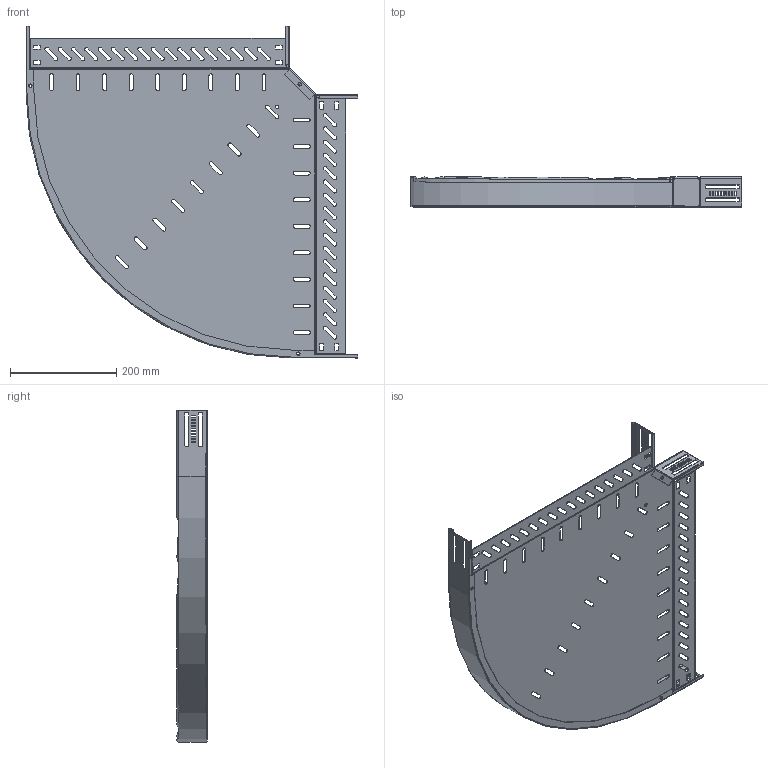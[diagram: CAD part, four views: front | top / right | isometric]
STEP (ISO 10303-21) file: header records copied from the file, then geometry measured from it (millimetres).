
FILE_DESCRIPTION (( 'STEP AP214' ), '1' );
FILE_NAME ('6036570.STEP', '2024-05-27T09:32:38', ( '' ), ( '' ), 'SwSTEP 2.0', 'SolidWorks 2022', '' );
FILE_SCHEMA (( 'AUTOMOTIVE_DESIGN' ));
Length unit declared in the file: millimetre
Products named in the file (4): 167655_60x90°; 6036570; 167734_500; 167733_500
Assembly tree (3 placements, depth 2):
  6036570
    167734_500
    167733_500
    167655_60x90°
Bounding box: 625 x 57 x 625 mm (x, y, z)
Volume: 401713.6 mm3; surface area: 768491.3 mm2
Topology: 3 solids, 3 shells, 770 faces, 2168 edges, 1404 vertices
Faces by surface type: plane 442, cylinder 316, bspline 8, torus 4
Entity records: 25740 total; most frequent: CARTESIAN_POINT 4700, ORIENTED_EDGE 4336, DIRECTION 4274, EDGE_CURVE 2168, VECTOR 1518, LINE 1518, VERTEX_POINT 1404, AXIS2_PLACEMENT_3D 1378
